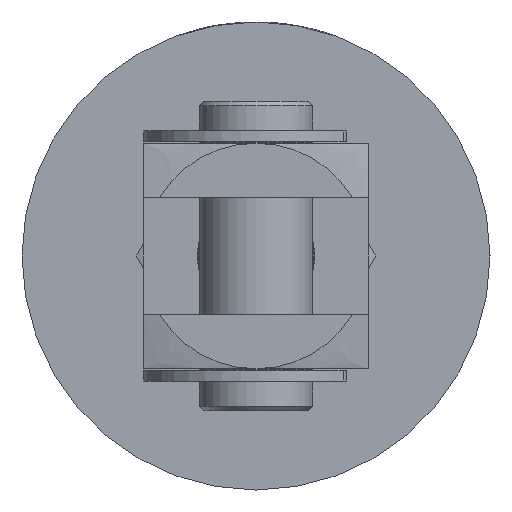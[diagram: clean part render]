
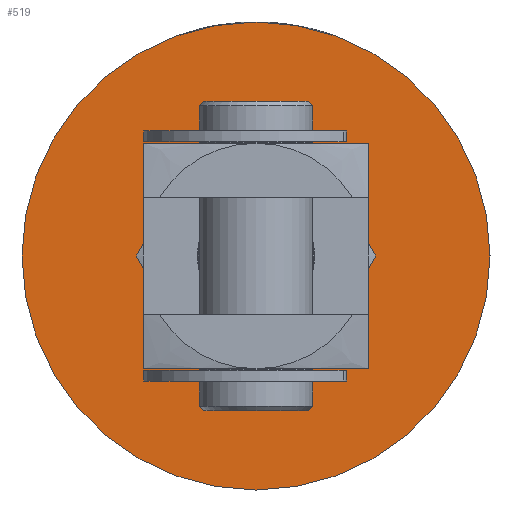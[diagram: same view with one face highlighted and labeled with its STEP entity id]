
A CAD part, left-side view. The second image highlights one B-rep face of the part: STEP entity #519.
In plain terms, the highlighted planar face has unit normal (-1, 0, 0).
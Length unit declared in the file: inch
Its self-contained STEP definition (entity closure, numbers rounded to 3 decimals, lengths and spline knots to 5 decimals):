
#519 = ADVANCED_FACE( '', ( #711, #712 ), #713, .F. );
#711 = FACE_OUTER_BOUND( '', #1181, .T. );
#712 = FACE_BOUND( '', #1182, .T. );
#713 = PLANE( '', #1183 );
#1181 = EDGE_LOOP( '', ( #1836 ) );
#1182 = EDGE_LOOP( '', ( #1837 ) );
#1183 = AXIS2_PLACEMENT_3D( '', #1838, #1839, #1840 );
#1836 = ORIENTED_EDGE( '', *, *, #2929, .F. );
#1837 = ORIENTED_EDGE( '', *, *, #2930, .T. );
#1838 = CARTESIAN_POINT( '', ( 0.625, 0., 0. ) );
#1839 = DIRECTION( '', ( 1., 0., 0. ) );
#1840 = DIRECTION( '', ( 0., 0., -1. ) );
#2929 = EDGE_CURVE( '', #3234, #3234, #3235, .T. );
#2930 = EDGE_CURVE( '', #3236, #3236, #3237, .T. );
#3234 = VERTEX_POINT( '', #3756 );
#3235 = CIRCLE( '', #3757, 0.77825 );
#3236 = VERTEX_POINT( '', #3758 );
#3237 = CIRCLE( '', #3759, 0.37375 );
#3756 = CARTESIAN_POINT( '', ( 0.625, 0., -0.77825 ) );
#3757 = AXIS2_PLACEMENT_3D( '', #4840, #4841, #4842 );
#3758 = CARTESIAN_POINT( '', ( 0.625, 0., -0.37375 ) );
#3759 = AXIS2_PLACEMENT_3D( '', #4843, #4844, #4845 );
#4840 = CARTESIAN_POINT( '', ( 0.625, 0., 0. ) );
#4841 = DIRECTION( '', ( 1., 0., 0. ) );
#4842 = DIRECTION( '', ( 0., 0., -1. ) );
#4843 = CARTESIAN_POINT( '', ( 0.625, 0., 0. ) );
#4844 = DIRECTION( '', ( 1., 0., 0. ) );
#4845 = DIRECTION( '', ( 0., 0., -1. ) );
